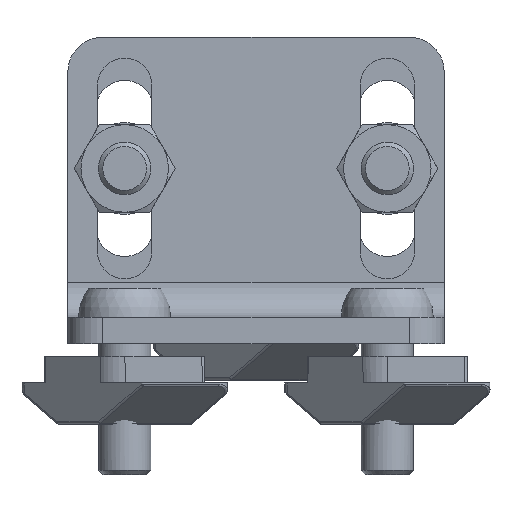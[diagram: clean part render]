
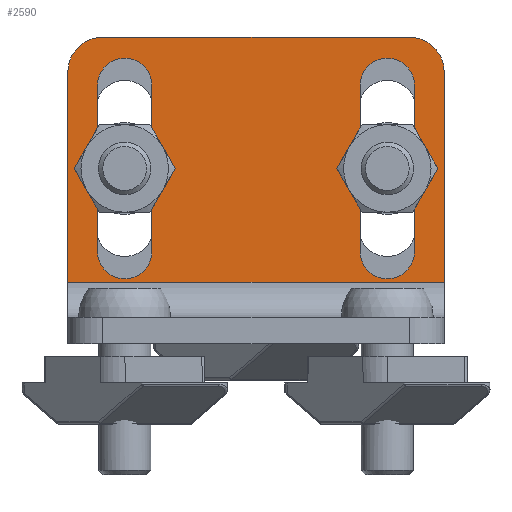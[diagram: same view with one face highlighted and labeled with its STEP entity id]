
A CAD part, left-side view. The second image highlights one B-rep face of the part: STEP entity #2590.
In plain terms, the highlighted face is planar.
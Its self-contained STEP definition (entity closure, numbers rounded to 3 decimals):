
#2590=ADVANCED_FACE('',(#3133,#3134,#3135),#3136,.F.);
#3133=FACE_BOUND('',#3842,.T.);
#3134=FACE_BOUND('',#3843,.T.);
#3135=FACE_OUTER_BOUND('',#3844,.T.);
#3136=PLANE('',#3845);
#3842=EDGE_LOOP('',(#5895,#5896,#5897,#5898));
#3843=EDGE_LOOP('',(#5899,#5900,#5901,#5902));
#3844=EDGE_LOOP('',(#5903,#5904,#5905,#5906,#5907,#5908));
#3845=AXIS2_PLACEMENT_3D('',#5909,#5910,#5911);
#5895=ORIENTED_EDGE('',*,*,#6570,.F.);
#5896=ORIENTED_EDGE('',*,*,#6571,.F.);
#5897=ORIENTED_EDGE('',*,*,#6572,.F.);
#5898=ORIENTED_EDGE('',*,*,#6573,.F.);
#5899=ORIENTED_EDGE('',*,*,#6574,.F.);
#5900=ORIENTED_EDGE('',*,*,#6575,.F.);
#5901=ORIENTED_EDGE('',*,*,#6520,.F.);
#5902=ORIENTED_EDGE('',*,*,#6576,.F.);
#5903=ORIENTED_EDGE('',*,*,#6577,.F.);
#5904=ORIENTED_EDGE('',*,*,#6557,.F.);
#5905=ORIENTED_EDGE('',*,*,#6552,.T.);
#5906=ORIENTED_EDGE('',*,*,#6550,.T.);
#5907=ORIENTED_EDGE('',*,*,#6569,.F.);
#5908=ORIENTED_EDGE('',*,*,#6515,.F.);
#5909=CARTESIAN_POINT('',(3.0,35.0,21.5));
#5910=DIRECTION('',(-1.0,0.,0.0));
#5911=DIRECTION('',(0.,-1.0,0.0));
#6515=EDGE_CURVE('',#7476,#7479,#7480,.F.);
#6520=EDGE_CURVE('',#7487,#7489,#7490,.F.);
#6550=EDGE_CURVE('',#7537,#7535,#7538,.T.);
#6552=EDGE_CURVE('',#7540,#7537,#7541,.F.);
#6557=EDGE_CURVE('',#7540,#7548,#7549,.T.);
#6569=EDGE_CURVE('',#7479,#7535,#7567,.F.);
#6570=EDGE_CURVE('',#7568,#7569,#7570,.F.);
#6571=EDGE_CURVE('',#7571,#7568,#7572,.F.);
#6572=EDGE_CURVE('',#7573,#7571,#7574,.F.);
#6573=EDGE_CURVE('',#7569,#7573,#7575,.T.);
#6574=EDGE_CURVE('',#7576,#7577,#7578,.F.);
#6575=EDGE_CURVE('',#7489,#7576,#7579,.F.);
#6576=EDGE_CURVE('',#7577,#7487,#7580,.T.);
#6577=EDGE_CURVE('',#7548,#7476,#7581,.T.);
#7476=VERTEX_POINT('',#9272);
#7479=VERTEX_POINT('',#9276);
#7480=LINE('',#9277,#9278);
#7487=VERTEX_POINT('',#9287);
#7489=VERTEX_POINT('',#9290);
#7490=CIRCLE('',#9291,3.1);
#7535=VERTEX_POINT('',#9357);
#7537=VERTEX_POINT('',#9360);
#7538=LINE('',#9361,#9362);
#7540=VERTEX_POINT('',#9364);
#7541=LINE('',#9365,#9366);
#7548=VERTEX_POINT('',#9375);
#7549=LINE('',#9376,#9377);
#7567=CIRCLE('',#9401,4.0);
#7568=VERTEX_POINT('',#9402);
#7569=VERTEX_POINT('',#9403);
#7570=CIRCLE('',#9404,3.1);
#7571=VERTEX_POINT('',#9405);
#7572=LINE('',#9406,#9407);
#7573=VERTEX_POINT('',#9408);
#7574=CIRCLE('',#9409,3.1);
#7575=LINE('',#9410,#9411);
#7576=VERTEX_POINT('',#9412);
#7577=VERTEX_POINT('',#9413);
#7578=CIRCLE('',#9414,3.1);
#7579=LINE('',#9415,#9416);
#7580=LINE('',#9417,#9418);
#7581=CIRCLE('',#9419,4.0);
#9272=CARTESIAN_POINT('',(3.0,35.0,17.5));
#9276=CARTESIAN_POINT('',(3.0,35.0,-17.5));
#9277=CARTESIAN_POINT('',(3.0,35.0,21.5));
#9278=VECTOR('',#10247,1.0);
#9287=CARTESIAN_POINT('',(3.0,10.5,-11.9));
#9290=CARTESIAN_POINT('',(3.0,10.5,-18.1));
#9291=AXIS2_PLACEMENT_3D('',#10254,#10255,#10256);
#9357=CARTESIAN_POINT('',(3.0,31.0,-21.5));
#9360=CARTESIAN_POINT('',(3.0,7.0,-21.5));
#9361=CARTESIAN_POINT('',(3.0,7.0,-21.5));
#9362=VECTOR('',#10300,1.0);
#9364=CARTESIAN_POINT('',(3.0,7.0,21.5));
#9365=CARTESIAN_POINT('',(3.0,7.0,21.5));
#9366=VECTOR('',#10304,1.0);
#9375=CARTESIAN_POINT('',(3.0,31.0,21.5));
#9376=CARTESIAN_POINT('',(3.0,7.0,21.5));
#9377=VECTOR('',#10313,1.0);
#9401=AXIS2_PLACEMENT_3D('',#10335,#10336,#10337);
#9402=CARTESIAN_POINT('',(3.0,29.5,11.9));
#9403=CARTESIAN_POINT('',(3.0,29.5,18.1));
#9404=AXIS2_PLACEMENT_3D('',#10338,#10339,#10340);
#9405=CARTESIAN_POINT('',(3.0,10.5,11.9));
#9406=CARTESIAN_POINT('',(3.0,35.0,11.9));
#9407=VECTOR('',#10341,1.0);
#9408=CARTESIAN_POINT('',(3.0,10.5,18.1));
#9409=AXIS2_PLACEMENT_3D('',#10342,#10343,#10344);
#9410=CARTESIAN_POINT('',(3.0,35.0,18.1));
#9411=VECTOR('',#10345,1.0);
#9412=CARTESIAN_POINT('',(3.0,29.5,-18.1));
#9413=CARTESIAN_POINT('',(3.0,29.5,-11.9));
#9414=AXIS2_PLACEMENT_3D('',#10346,#10347,#10348);
#9415=CARTESIAN_POINT('',(3.0,35.0,-18.1));
#9416=VECTOR('',#10349,1.0);
#9417=CARTESIAN_POINT('',(3.0,35.0,-11.9));
#9418=VECTOR('',#10350,1.0);
#9419=AXIS2_PLACEMENT_3D('',#10351,#10352,#10353);
#10247=DIRECTION('',(0.0,0.0,1.0));
#10254=CARTESIAN_POINT('',(3.0,10.5,-15.0));
#10255=DIRECTION('',(-1.0,0.,0.0));
#10256=DIRECTION('',(0.,-1.0,0.0));
#10300=DIRECTION('',(0.0,1.0,0.0));
#10304=DIRECTION('',(0.0,0.0,1.0));
#10313=DIRECTION('',(0.0,1.0,0.0));
#10335=CARTESIAN_POINT('',(3.0,31.0,-17.5));
#10336=DIRECTION('',(1.0,0.0,0.0));
#10337=DIRECTION('',(0.0,0.0,-1.0));
#10338=CARTESIAN_POINT('',(3.0,29.5,15.0));
#10339=DIRECTION('',(-1.0,0.,0.0));
#10340=DIRECTION('',(0.,-1.0,0.0));
#10341=DIRECTION('',(0.,-1.0,0.0));
#10342=CARTESIAN_POINT('',(3.0,10.5,15.0));
#10343=DIRECTION('',(-1.0,0.,0.0));
#10344=DIRECTION('',(0.,-1.0,0.0));
#10345=DIRECTION('',(0.,-1.0,0.0));
#10346=CARTESIAN_POINT('',(3.0,29.5,-15.0));
#10347=DIRECTION('',(-1.0,0.,0.0));
#10348=DIRECTION('',(0.,-1.0,0.0));
#10349=DIRECTION('',(0.,-1.0,0.0));
#10350=DIRECTION('',(0.,-1.0,0.0));
#10351=CARTESIAN_POINT('',(3.0,31.0,17.5));
#10352=DIRECTION('',(-1.0,0.0,0.0));
#10353=DIRECTION('',(0.0,0.0,1.0));
